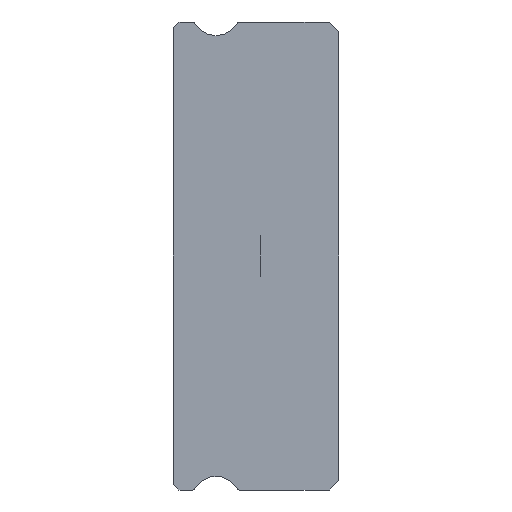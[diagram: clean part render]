
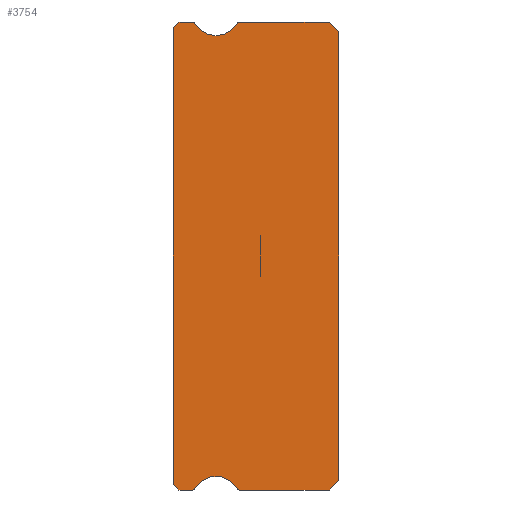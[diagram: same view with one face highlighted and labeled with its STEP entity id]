
A CAD part, left-side view. The second image highlights one B-rep face of the part: STEP entity #3754.
In plain terms, the highlighted planar face has unit normal (-1, 0, 0).
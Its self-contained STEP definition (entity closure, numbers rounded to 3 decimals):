
#32 = CARTESIAN_POINT ( 'NONE',  ( -10., 8.5, 11.7 ) ) ;
#36 = VERTEX_POINT ( 'NONE', #5797 ) ;
#41 = CARTESIAN_POINT ( 'NONE',  ( -10., 7.512, 12. ) ) ;
#51 = VERTEX_POINT ( 'NONE', #5609 ) ;
#110 = CARTESIAN_POINT ( 'NONE',  ( -10., 8.2, 12. ) ) ;
#114 = EDGE_CURVE ( 'NONE', #2073, #585, #2948, .T. ) ;
#389 = VERTEX_POINT ( 'NONE', #1592 ) ;
#435 = EDGE_CURVE ( 'NONE', #389, #5143, #5432, .T. ) ;
#469 = VERTEX_POINT ( 'NONE', #835 ) ;
#541 = ORIENTED_EDGE ( 'NONE', *, *, #114, .F. ) ;
#583 = ORIENTED_EDGE ( 'NONE', *, *, #3093, .F. ) ;
#585 = VERTEX_POINT ( 'NONE', #5556 ) ;
#621 = ORIENTED_EDGE ( 'NONE', *, *, #5615, .T. ) ;
#718 = ORIENTED_EDGE ( 'NONE', *, *, #435, .F. ) ;
#772 = CARTESIAN_POINT ( 'NONE',  ( -10., 5.088, 11.85 ) ) ;
#835 = CARTESIAN_POINT ( 'NONE',  ( -10., 7.512, -12. ) ) ;
#896 = VERTEX_POINT ( 'NONE', #3441 ) ;
#914 = ORIENTED_EDGE ( 'NONE', *, *, #4877, .F. ) ;
#998 = EDGE_CURVE ( 'NONE', #36, #5595, #4018, .T. ) ;
#1090 = EDGE_LOOP ( 'NONE', ( #5876, #2524, #621, #2102, #718, #1948, #4198, #583, #2692, #2171, #3714, #541, #914, #4665, #2029, #4388, #4444 ) ) ;
#1157 = CIRCLE ( 'NONE', #5480, 1.25 ) ;
#1170 = CIRCLE ( 'NONE', #6682, 1.25 ) ;
#1207 = VERTEX_POINT ( 'NONE', #1715 ) ;
#1221 = DIRECTION ( 'NONE',  ( 1., 0., 0. ) ) ;
#1228 = VERTEX_POINT ( 'NONE', #1357 ) ;
#1308 = CARTESIAN_POINT ( 'NONE',  ( -10., 0., -11.5 ) ) ;
#1357 = CARTESIAN_POINT ( 'NONE',  ( -10., 5.088, -12. ) ) ;
#1370 = DIRECTION ( 'NONE',  ( 1., 0., 0. ) ) ;
#1429 = LINE ( 'NONE', #2518, #2622 ) ;
#1441 = CARTESIAN_POINT ( 'NONE',  ( -10., 8.5, 11.7 ) ) ;
#1443 = EDGE_CURVE ( 'NONE', #51, #3278, #4483, .T. ) ;
#1502 = LINE ( 'NONE', #5157, #6378 ) ;
#1565 = DIRECTION ( 'NONE',  ( 0., 0., -1. ) ) ;
#1574 = CARTESIAN_POINT ( 'NONE',  ( -10., 6.3, 11.3 ) ) ;
#1592 = CARTESIAN_POINT ( 'NONE',  ( -10., 5.217, -11.925 ) ) ;
#1596 = AXIS2_PLACEMENT_3D ( 'NONE', #2306, #1221, #4301 ) ;
#1647 = DIRECTION ( 'NONE',  ( -1., 0., 0. ) ) ;
#1715 = CARTESIAN_POINT ( 'NONE',  ( -10., 0., -11.5 ) ) ;
#1725 = DIRECTION ( 'NONE',  ( 0., 0.707, -0.707 ) ) ;
#1735 = CIRCLE ( 'NONE', #3483, 0.15 ) ;
#1759 = CARTESIAN_POINT ( 'NONE',  ( -10., 7.512, 11.85 ) ) ;
#1851 = EDGE_CURVE ( 'NONE', #585, #4093, #4091, .T. ) ;
#1877 = CARTESIAN_POINT ( 'NONE',  ( -10., 0., 11.5 ) ) ;
#1915 = DIRECTION ( 'NONE',  ( 0., 0., -1. ) ) ;
#1948 = ORIENTED_EDGE ( 'NONE', *, *, #6220, .F. ) ;
#2029 = ORIENTED_EDGE ( 'NONE', *, *, #3662, .F. ) ;
#2039 = DIRECTION ( 'NONE',  ( 0., 0., -1. ) ) ;
#2073 = VERTEX_POINT ( 'NONE', #3782 ) ;
#2102 = ORIENTED_EDGE ( 'NONE', *, *, #2927, .F. ) ;
#2131 = CARTESIAN_POINT ( 'NONE',  ( -10., 6.3, 12.55 ) ) ;
#2163 = AXIS2_PLACEMENT_3D ( 'NONE', #5999, #1370, #3534 ) ;
#2171 = ORIENTED_EDGE ( 'NONE', *, *, #6011, .F. ) ;
#2257 = CARTESIAN_POINT ( 'NONE',  ( -10., 0.5, 12. ) ) ;
#2306 = CARTESIAN_POINT ( 'NONE',  ( -10., 7.512, -11.85 ) ) ;
#2393 = CARTESIAN_POINT ( 'NONE',  ( -10., 0.5, 12. ) ) ;
#2453 = DIRECTION ( 'NONE',  ( 0., 1., 0. ) ) ;
#2518 = CARTESIAN_POINT ( 'NONE',  ( -10., 8.5, 11.85 ) ) ;
#2524 = ORIENTED_EDGE ( 'NONE', *, *, #1443, .T. ) ;
#2622 = VECTOR ( 'NONE', #5048, 1000. ) ;
#2685 = VECTOR ( 'NONE', #6001, 1000. ) ;
#2692 = ORIENTED_EDGE ( 'NONE', *, *, #3216, .T. ) ;
#2753 = DIRECTION ( 'NONE',  ( 1., 0., 0. ) ) ;
#2770 = EDGE_CURVE ( 'NONE', #4089, #5178, #1157, .T. ) ;
#2827 = DIRECTION ( 'NONE',  ( 1., 0., 0. ) ) ;
#2831 = LINE ( 'NONE', #2393, #6060 ) ;
#2860 = CARTESIAN_POINT ( 'NONE',  ( -10., 7.512, -12. ) ) ;
#2910 = VERTEX_POINT ( 'NONE', #6423 ) ;
#2927 = EDGE_CURVE ( 'NONE', #5143, #469, #5927, .T. ) ;
#2948 = CIRCLE ( 'NONE', #4360, 0.15 ) ;
#3093 = EDGE_CURVE ( 'NONE', #1207, #896, #3371, .T. ) ;
#3216 = EDGE_CURVE ( 'NONE', #1207, #6465, #6515, .T. ) ;
#3226 = LINE ( 'NONE', #110, #3992 ) ;
#3245 = CIRCLE ( 'NONE', #4107, 0.15 ) ;
#3278 = VERTEX_POINT ( 'NONE', #6255 ) ;
#3312 = EDGE_CURVE ( 'NONE', #2910, #36, #3226, .T. ) ;
#3371 = LINE ( 'NONE', #1308, #2685 ) ;
#3441 = CARTESIAN_POINT ( 'NONE',  ( -10., 0.5, -12. ) ) ;
#3483 = AXIS2_PLACEMENT_3D ( 'NONE', #6549, #4047, #1915 ) ;
#3534 = DIRECTION ( 'NONE',  ( 0., 0., -1. ) ) ;
#3662 = EDGE_CURVE ( 'NONE', #2910, #4089, #3245, .T. ) ;
#3714 = ORIENTED_EDGE ( 'NONE', *, *, #1851, .F. ) ;
#3718 = DIRECTION ( 'NONE',  ( 0., 0., -1. ) ) ;
#3722 = VECTOR ( 'NONE', #3968, 1000. ) ;
#3754 = ADVANCED_FACE ( 'NONE', ( #5500 ), #6094, .F. ) ;
#3779 = CARTESIAN_POINT ( 'NONE',  ( -10., 7.383, 11.925 ) ) ;
#3782 = CARTESIAN_POINT ( 'NONE',  ( -10., 5.217, 11.925 ) ) ;
#3887 = VECTOR ( 'NONE', #5503, 1000. ) ;
#3947 = VECTOR ( 'NONE', #1725, 1000. ) ;
#3968 = DIRECTION ( 'NONE',  ( 0., -0.707, -0.707 ) ) ;
#3992 = VECTOR ( 'NONE', #4306, 1000. ) ;
#4018 = LINE ( 'NONE', #1441, #3947 ) ;
#4039 = DIRECTION ( 'NONE',  ( -1., 0., 0. ) ) ;
#4047 = DIRECTION ( 'NONE',  ( 1., 0., 0. ) ) ;
#4089 = VERTEX_POINT ( 'NONE', #3779 ) ;
#4091 = LINE ( 'NONE', #41, #4275 ) ;
#4093 = VERTEX_POINT ( 'NONE', #2257 ) ;
#4107 = AXIS2_PLACEMENT_3D ( 'NONE', #1759, #2753, #4283 ) ;
#4198 = ORIENTED_EDGE ( 'NONE', *, *, #4613, .F. ) ;
#4241 = AXIS2_PLACEMENT_3D ( 'NONE', #6197, #4244, #1565 ) ;
#4244 = DIRECTION ( 'NONE',  ( -1., 0., 0. ) ) ;
#4275 = VECTOR ( 'NONE', #5168, 1000. ) ;
#4283 = DIRECTION ( 'NONE',  ( 0., 0., -1. ) ) ;
#4301 = DIRECTION ( 'NONE',  ( 0., 0., -1. ) ) ;
#4306 = DIRECTION ( 'NONE',  ( 0., 1., 0. ) ) ;
#4360 = AXIS2_PLACEMENT_3D ( 'NONE', #772, #2827, #4460 ) ;
#4388 = ORIENTED_EDGE ( 'NONE', *, *, #3312, .T. ) ;
#4444 = ORIENTED_EDGE ( 'NONE', *, *, #998, .T. ) ;
#4460 = DIRECTION ( 'NONE',  ( 0., 0., -1. ) ) ;
#4483 = LINE ( 'NONE', #6533, #3722 ) ;
#4613 = EDGE_CURVE ( 'NONE', #896, #1228, #5997, .T. ) ;
#4665 = ORIENTED_EDGE ( 'NONE', *, *, #2770, .F. ) ;
#4854 = CARTESIAN_POINT ( 'NONE',  ( -10., 0., 11.5 ) ) ;
#4877 = EDGE_CURVE ( 'NONE', #5178, #2073, #1170, .T. ) ;
#5048 = DIRECTION ( 'NONE',  ( 0., 0., 1. ) ) ;
#5143 = VERTEX_POINT ( 'NONE', #5234 ) ;
#5157 = CARTESIAN_POINT ( 'NONE',  ( -10., 7.512, -12. ) ) ;
#5168 = DIRECTION ( 'NONE',  ( 0., -1., 0. ) ) ;
#5178 = VERTEX_POINT ( 'NONE', #1574 ) ;
#5234 = CARTESIAN_POINT ( 'NONE',  ( -10., 7.383, -11.925 ) ) ;
#5432 = CIRCLE ( 'NONE', #4241, 1.25 ) ;
#5480 = AXIS2_PLACEMENT_3D ( 'NONE', #2131, #1647, #3718 ) ;
#5500 = FACE_OUTER_BOUND ( 'NONE', #1090, .T. ) ;
#5503 = DIRECTION ( 'NONE',  ( 0., 0., 1. ) ) ;
#5556 = CARTESIAN_POINT ( 'NONE',  ( -10., 5.088, 12. ) ) ;
#5595 = VERTEX_POINT ( 'NONE', #32 ) ;
#5609 = CARTESIAN_POINT ( 'NONE',  ( -10., 8.5, -11.7 ) ) ;
#5615 = EDGE_CURVE ( 'NONE', #3278, #469, #1502, .T. ) ;
#5763 = DIRECTION ( 'NONE',  ( 0., -1., 0. ) ) ;
#5797 = CARTESIAN_POINT ( 'NONE',  ( -10., 8.2, 12. ) ) ;
#5876 = ORIENTED_EDGE ( 'NONE', *, *, #6606, .F. ) ;
#5927 = CIRCLE ( 'NONE', #1596, 0.15 ) ;
#5997 = LINE ( 'NONE', #2860, #6345 ) ;
#5999 = CARTESIAN_POINT ( 'NONE',  ( -10., 7.512, 11.85 ) ) ;
#6001 = DIRECTION ( 'NONE',  ( 0., 0.707, -0.707 ) ) ;
#6011 = EDGE_CURVE ( 'NONE', #4093, #6465, #2831, .T. ) ;
#6060 = VECTOR ( 'NONE', #6480, 1000. ) ;
#6094 = PLANE ( 'NONE',  #2163 ) ;
#6197 = CARTESIAN_POINT ( 'NONE',  ( -10., 6.3, -12.55 ) ) ;
#6220 = EDGE_CURVE ( 'NONE', #1228, #389, #1735, .T. ) ;
#6255 = CARTESIAN_POINT ( 'NONE',  ( -10., 8.2, -12. ) ) ;
#6345 = VECTOR ( 'NONE', #2453, 1000. ) ;
#6378 = VECTOR ( 'NONE', #5763, 1000. ) ;
#6423 = CARTESIAN_POINT ( 'NONE',  ( -10., 7.512, 12. ) ) ;
#6465 = VERTEX_POINT ( 'NONE', #4854 ) ;
#6480 = DIRECTION ( 'NONE',  ( 0., -0.707, -0.707 ) ) ;
#6515 = LINE ( 'NONE', #1877, #3887 ) ;
#6533 = CARTESIAN_POINT ( 'NONE',  ( -10., 8.2, -12. ) ) ;
#6549 = CARTESIAN_POINT ( 'NONE',  ( -10., 5.088, -11.85 ) ) ;
#6606 = EDGE_CURVE ( 'NONE', #51, #5595, #1429, .T. ) ;
#6679 = CARTESIAN_POINT ( 'NONE',  ( -10., 6.3, 12.55 ) ) ;
#6682 = AXIS2_PLACEMENT_3D ( 'NONE', #6679, #4039, #2039 ) ;
